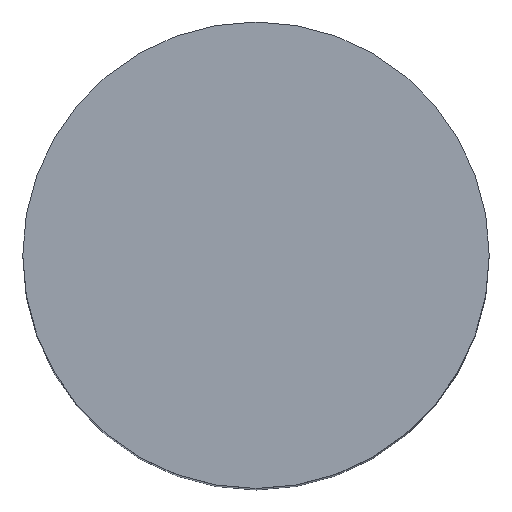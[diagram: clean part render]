
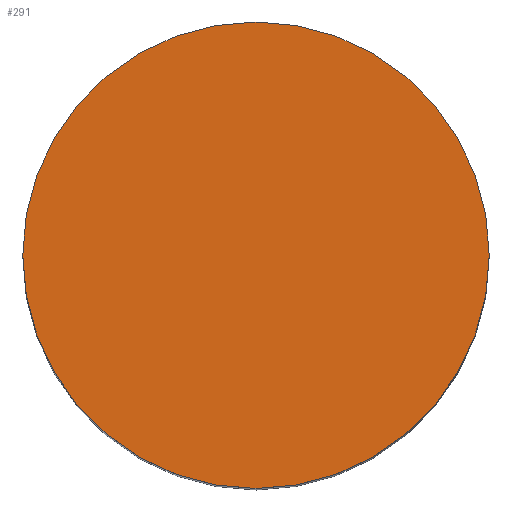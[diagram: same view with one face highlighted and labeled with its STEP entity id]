
A CAD part, top view. The second image highlights one B-rep face of the part: STEP entity #291.
In plain terms, the highlighted planar face has unit normal (0, 0, 1).
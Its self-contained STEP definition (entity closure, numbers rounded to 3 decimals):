
#29=PLANE('',#343);
#39=FACE_OUTER_BOUND('',#56,.T.);
#56=EDGE_LOOP('',(#237,#238));
#99=CIRCLE('',#344,19.75);
#100=CIRCLE('',#345,19.75);
#136=VERTEX_POINT('',#526);
#137=VERTEX_POINT('',#527);
#175=EDGE_CURVE('',#136,#137,#99,.T.);
#176=EDGE_CURVE('',#137,#136,#100,.T.);
#237=ORIENTED_EDGE('',*,*,#175,.T.);
#238=ORIENTED_EDGE('',*,*,#176,.T.);
#291=ADVANCED_FACE('',(#39),#29,.T.);
#343=AXIS2_PLACEMENT_3D('',#525,#422,#423);
#344=AXIS2_PLACEMENT_3D('',#528,#424,#425);
#345=AXIS2_PLACEMENT_3D('',#529,#426,#427);
#422=DIRECTION('center_axis',(0.,0.,1.));
#423=DIRECTION('ref_axis',(1.,0.,0.));
#424=DIRECTION('center_axis',(0.,0.,1.));
#425=DIRECTION('ref_axis',(1.,0.,0.));
#426=DIRECTION('center_axis',(0.,0.,1.));
#427=DIRECTION('ref_axis',(1.,0.,0.));
#525=CARTESIAN_POINT('Origin',(3.5,0.,1.));
#526=CARTESIAN_POINT('',(0.,-19.75,1.));
#527=CARTESIAN_POINT('',(-19.75,0.,1.));
#528=CARTESIAN_POINT('Origin',(0.,0.,1.));
#529=CARTESIAN_POINT('Origin',(0.,0.,1.));
